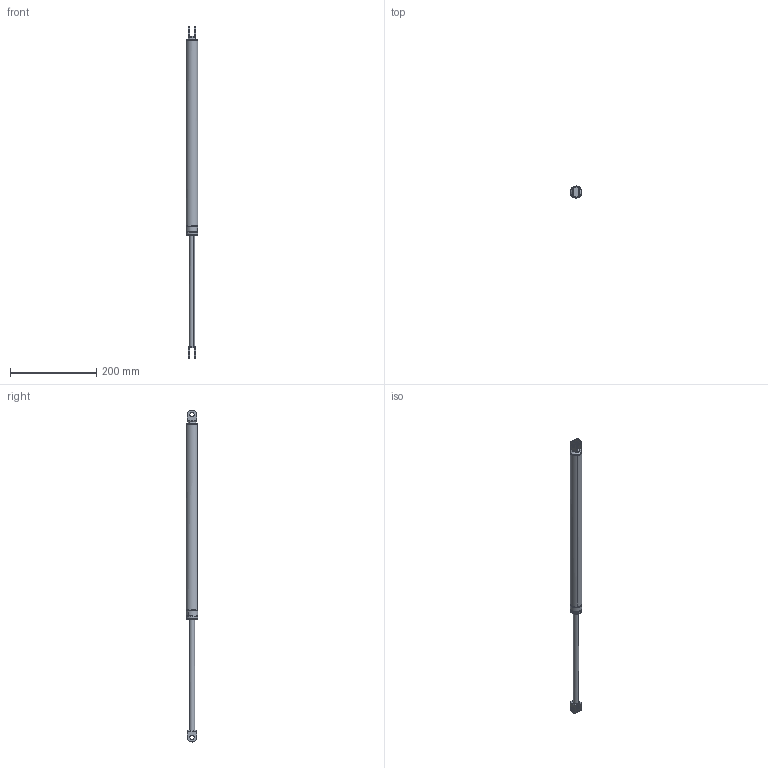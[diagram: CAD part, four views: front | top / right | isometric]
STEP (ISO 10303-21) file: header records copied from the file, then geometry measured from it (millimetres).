
FILE_DESCRIPTION( (''), '2;1');
FILE_NAME ('PC50.2748.TM_151_250_50_356.stp','2020-10-15T16:53:26',(''),(''),'spGate 16.7.1','','');
FILE_SCHEMA (('AUTOMOTIVE_DESIGN'));
Length unit declared in the file: millimetre
Products named in the file (3): Assembly; TM_151_250_50; TM_151_250_50_div
Assembly tree (2 placements, depth 2):
  Assembly
    TM_151_250_50
    TM_151_250_50_div
Bounding box: 27.4 x 27.4 x 772 mm (x, y, z)
Volume: 307755.2 mm3; surface area: 56327.7 mm2
Topology: 2 solids, 2 shells, 63 faces, 192 edges, 134 vertices
Faces by surface type: cylinder 30, plane 21, bspline 12
Entity records: 4826 total; most frequent: CARTESIAN_POINT 1577, ORIENTED_EDGE 384, DIRECTION 378, COLOUR_RGB 257, PRESENTATION_STYLE_ASSIGNMENT 257, STYLED_ITEM 257, EDGE_CURVE 192, DRAUGHTING_PRE_DEFINED_CURVE_FONT 192
